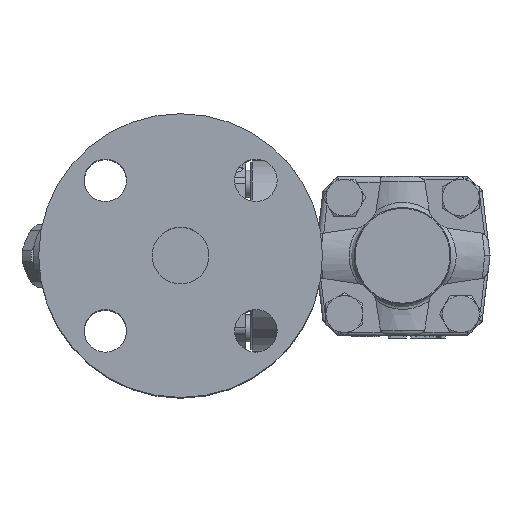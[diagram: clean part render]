
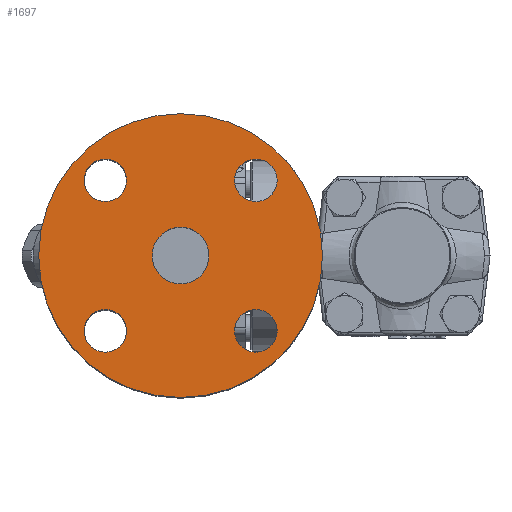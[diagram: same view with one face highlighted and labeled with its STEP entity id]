
A CAD part, top view. The second image highlights one B-rep face of the part: STEP entity #1697.
In plain terms, the highlighted planar face has unit normal (0, 0, 1).
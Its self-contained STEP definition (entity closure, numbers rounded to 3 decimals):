
#660=CARTESIAN_POINT('',(-68.2,0.,69.));
#661=VERTEX_POINT('',#660);
#662=CARTESIAN_POINT('',(-78.2,0.0,69.));
#663=DIRECTION('',(0.,0.0,-1.0));
#664=DIRECTION('',(-1.0,0.0,0.));
#665=AXIS2_PLACEMENT_3D('',#662,#663,#664);
#666=CIRCLE('',#665,10.0);
#667=EDGE_CURVE('',#661,#661,#666,.T.);
#939=CARTESIAN_POINT('',(-28.2,0.0,69.));
#940=VERTEX_POINT('',#939);
#941=CARTESIAN_POINT('',(-78.2,0.0,69.));
#942=DIRECTION('',(0.,0.0,1.0));
#943=DIRECTION('',(1.0,0.0,0.));
#944=AXIS2_PLACEMENT_3D('',#941,#942,#943);
#945=CIRCLE('',#944,50.0);
#946=EDGE_CURVE('',#940,#940,#945,.T.);
#983=CARTESIAN_POINT('',(-51.683,-34.017,69.));
#984=VERTEX_POINT('',#983);
#985=CARTESIAN_POINT('',(-51.683,-26.517,69.));
#986=DIRECTION('',(0.,0.0,-1.0));
#987=DIRECTION('',(0.0,-1.0,0.0));
#988=AXIS2_PLACEMENT_3D('',#985,#986,#987);
#989=CIRCLE('',#988,7.5);
#990=EDGE_CURVE('',#984,#984,#989,.T.);
#1024=CARTESIAN_POINT('',(-112.217,-26.517,69.));
#1025=VERTEX_POINT('',#1024);
#1026=CARTESIAN_POINT('',(-104.717,-26.517,69.));
#1027=DIRECTION('',(0.,0.,-1.0));
#1028=DIRECTION('',(-1.0,0.,0.));
#1029=AXIS2_PLACEMENT_3D('',#1026,#1027,#1028);
#1030=CIRCLE('',#1029,7.5);
#1031=EDGE_CURVE('',#1025,#1025,#1030,.T.);
#1065=CARTESIAN_POINT('',(-104.717,34.017,69.));
#1066=VERTEX_POINT('',#1065);
#1067=CARTESIAN_POINT('',(-104.717,26.517,69.));
#1068=DIRECTION('',(0.,0.0,-1.0));
#1069=DIRECTION('',(0.0,1.0,0.0));
#1070=AXIS2_PLACEMENT_3D('',#1067,#1068,#1069);
#1071=CIRCLE('',#1070,7.5);
#1072=EDGE_CURVE('',#1066,#1066,#1071,.T.);
#1106=CARTESIAN_POINT('',(-44.183,26.517,69.));
#1107=VERTEX_POINT('',#1106);
#1108=CARTESIAN_POINT('',(-51.683,26.517,69.));
#1109=DIRECTION('',(0.,0.0,-1.0));
#1110=DIRECTION('',(1.0,0.0,0.));
#1111=AXIS2_PLACEMENT_3D('',#1108,#1109,#1110);
#1112=CIRCLE('',#1111,7.5);
#1113=EDGE_CURVE('',#1107,#1107,#1112,.T.);
#1674=CARTESIAN_POINT('',(-53.2,0.0,69.));
#1675=DIRECTION('',(0.,0.0,1.0));
#1676=DIRECTION('',(1.0,0.0,0.));
#1677=AXIS2_PLACEMENT_3D('',#1674,#1675,#1676);
#1678=PLANE('',#1677);
#1679=ORIENTED_EDGE('',*,*,#946,.T.);
#1680=EDGE_LOOP('',(#1679));
#1681=FACE_OUTER_BOUND('',#1680,.T.);
#1682=ORIENTED_EDGE('',*,*,#667,.T.);
#1683=EDGE_LOOP('',(#1682));
#1684=FACE_BOUND('',#1683,.T.);
#1685=ORIENTED_EDGE('',*,*,#990,.T.);
#1686=EDGE_LOOP('',(#1685));
#1687=FACE_BOUND('',#1686,.T.);
#1688=ORIENTED_EDGE('',*,*,#1031,.T.);
#1689=EDGE_LOOP('',(#1688));
#1690=FACE_BOUND('',#1689,.T.);
#1691=ORIENTED_EDGE('',*,*,#1072,.T.);
#1692=EDGE_LOOP('',(#1691));
#1693=FACE_BOUND('',#1692,.T.);
#1694=ORIENTED_EDGE('',*,*,#1113,.T.);
#1695=EDGE_LOOP('',(#1694));
#1696=FACE_BOUND('',#1695,.T.);
#1697=ADVANCED_FACE('',(#1681,#1684,#1687,#1690,#1693,#1696),#1678,.T.);
